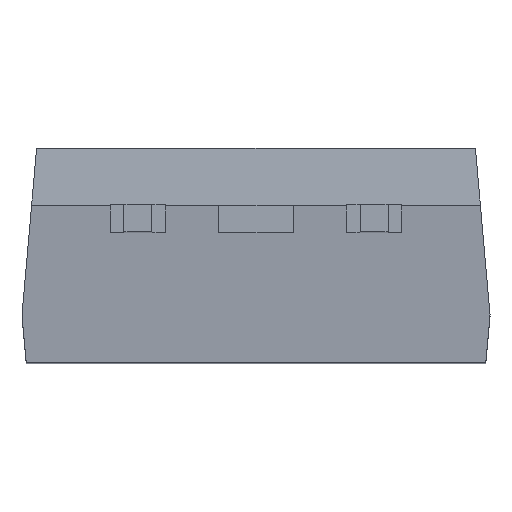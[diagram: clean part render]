
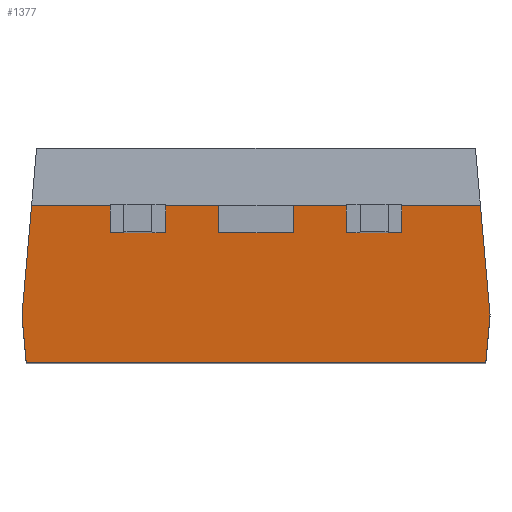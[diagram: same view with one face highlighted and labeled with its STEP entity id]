
A CAD part, top view. The second image highlights one B-rep face of the part: STEP entity #1377.
In plain terms, the highlighted planar face has unit normal (0, -0.087, 0.996).
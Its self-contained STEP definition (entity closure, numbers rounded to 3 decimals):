
#156=FACE_OUTER_BOUND('',#254,.T.);
#254=EDGE_LOOP('',(#1093,#1094,#1095,#1096,#1097,#1098));
#350=LINE('',#2161,#503);
#358=LINE('',#2177,#511);
#363=LINE('',#2188,#516);
#371=LINE('',#2203,#524);
#377=LINE('',#2214,#530);
#378=LINE('',#2215,#531);
#503=VECTOR('',#1779,10.);
#511=VECTOR('',#1789,10.);
#516=VECTOR('',#1796,10.);
#524=VECTOR('',#1806,10.);
#530=VECTOR('',#1822,10.);
#531=VECTOR('',#1823,10.);
#654=VERTEX_POINT('',#2159);
#655=VERTEX_POINT('',#2160);
#662=VERTEX_POINT('',#2176);
#666=VERTEX_POINT('',#2185);
#667=VERTEX_POINT('',#2187);
#673=VERTEX_POINT('',#2201);
#798=EDGE_CURVE('',#654,#655,#350,.T.);
#806=EDGE_CURVE('',#662,#654,#358,.T.);
#811=EDGE_CURVE('',#667,#666,#363,.T.);
#819=EDGE_CURVE('',#666,#673,#371,.T.);
#825=EDGE_CURVE('',#667,#655,#377,.T.);
#826=EDGE_CURVE('',#673,#662,#378,.T.);
#1093=ORIENTED_EDGE('',*,*,#798,.T.);
#1094=ORIENTED_EDGE('',*,*,#825,.F.);
#1095=ORIENTED_EDGE('',*,*,#811,.T.);
#1096=ORIENTED_EDGE('',*,*,#819,.T.);
#1097=ORIENTED_EDGE('',*,*,#826,.T.);
#1098=ORIENTED_EDGE('',*,*,#806,.T.);
#1298=PLANE('',#1544);
#1377=ADVANCED_FACE('',(#156),#1298,.T.);
#1544=AXIS2_PLACEMENT_3D('',#2213,#1820,#1821);
#1779=DIRECTION('',(-0.087,0.992,0.087));
#1789=DIRECTION('',(0.087,0.992,0.087));
#1796=DIRECTION('',(-0.087,-0.992,-0.087));
#1806=DIRECTION('',(0.087,-0.992,-0.087));
#1820=DIRECTION('center_axis',(0.,-0.087,0.996));
#1821=DIRECTION('ref_axis',(0.,-0.996,-0.087));
#1822=DIRECTION('',(1.,0.,0.));
#1823=DIRECTION('',(1.,0.,0.));
#2159=CARTESIAN_POINT('',(5.05,1.032,12.493));
#2160=CARTESIAN_POINT('',(4.843,3.4,12.7));
#2161=CARTESIAN_POINT('',(4.794,3.963,12.749));
#2176=CARTESIAN_POINT('',(4.96,0.,12.403));
#2177=CARTESIAN_POINT('',(5.087,1.451,12.53));
#2185=CARTESIAN_POINT('',(-5.05,1.032,12.493));
#2187=CARTESIAN_POINT('',(-4.843,3.4,12.7));
#2188=CARTESIAN_POINT('',(-4.975,1.887,12.568));
#2201=CARTESIAN_POINT('',(-4.96,0.,12.403));
#2203=CARTESIAN_POINT('',(-4.994,0.398,12.437));
#2213=CARTESIAN_POINT('Origin',(0.,3.4,12.7));
#2214=CARTESIAN_POINT('',(0.,3.4,12.7));
#2215=CARTESIAN_POINT('',(0.,0.,12.403));
